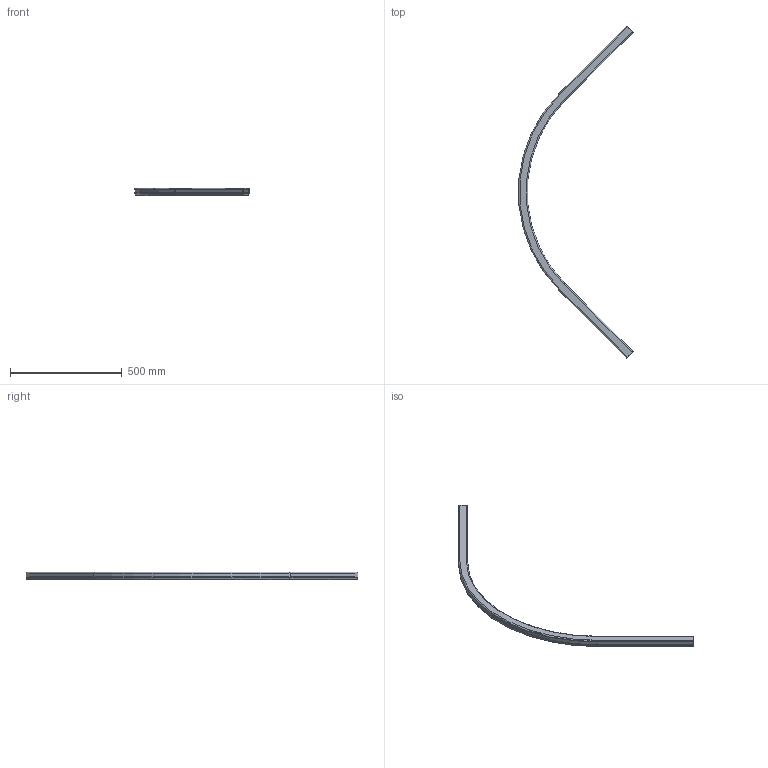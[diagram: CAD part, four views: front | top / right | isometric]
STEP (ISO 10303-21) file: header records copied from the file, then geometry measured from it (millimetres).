
FILE_DESCRIPTION(/* description */ ('Courbe de rail 9030 galva R=600'),/* implementation_level */ '2;1');
FILE_NAME(/* name */ '9030C.stp',/* time_stamp */ '2022-03-09T11:51:11+01:00',/* author */ ('DOMINIQUE'),/* organization */ (''),/* preprocessor_version */ 'ST-DEVELOPER v18.1',/* originating_system */ 'Autodesk Inventor 2021',/* authorisation */ '');
FILE_SCHEMA (('AUTOMOTIVE_DESIGN { 1 0 10303 214 3 1 1 }'));
Length unit declared in the file: millimetre
Products named in the file (1): 9030C
Bounding box: 511.57 x 1484.92 x 35 mm (x, y, z)
Volume: 523445.1 mm3; surface area: 428349.3 mm2
Topology: 1 solids, 1 shells, 74 faces, 184 edges, 112 vertices
Faces by surface type: cylinder 30, plane 28, torus 12, cone 4
Entity records: 2301 total; most frequent: DIRECTION 410, CARTESIAN_POINT 371, ORIENTED_EDGE 368, EDGE_CURVE 184, AXIS2_PLACEMENT_3D 151, VERTEX_POINT 112, LINE 108, VECTOR 108
